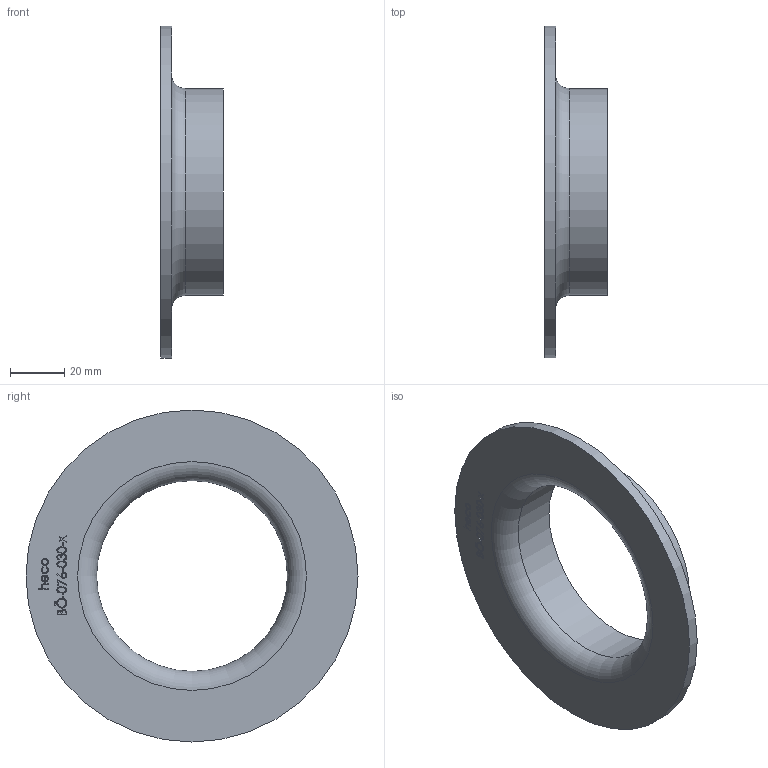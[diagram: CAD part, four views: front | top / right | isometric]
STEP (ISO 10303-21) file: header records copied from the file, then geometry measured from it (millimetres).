
FILE_DESCRIPTION (( 'STEP AP214' ), '1' );
FILE_NAME ('BÖ-076-030-x Vorschweissbördel 2012.STEP', '2020-12-02T10:06:03', ( '' ), ( '' ), 'SwSTEP 2.0', 'SolidWorks 2019', '' );
FILE_SCHEMA (( 'AUTOMOTIVE_DESIGN' ));
Length unit declared in the file: millimetre
Products named in the file (1): BÖ-076-030-x Vorschweissbördel 2012
Bounding box: 23 x 122 x 122 mm (x, y, z)
Volume: 43311.7 mm3; surface area: 25667.6 mm2
Topology: 1 solids, 1 shells, 203 faces, 517 edges, 344 vertices
Faces by surface type: bspline 110, plane 88, cylinder 3, torus 2
Full cylindrical faces by diameter (mm): 70.1 x1, 76.1 x1, 122 x1
Entity records: 14546 total; most frequent: CARTESIAN_POINT 8314, ORIENTED_EDGE 1024, EDGE_CURVE 512, DIRECTION 488, VERTEX_POINT 344, LINE 284, VECTOR 284, EDGE_LOOP 238
